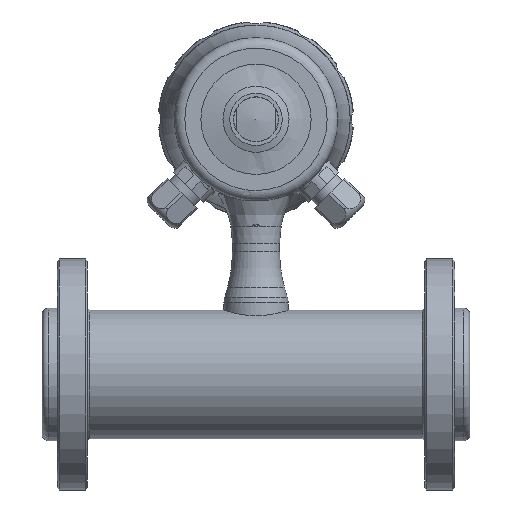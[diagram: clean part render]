
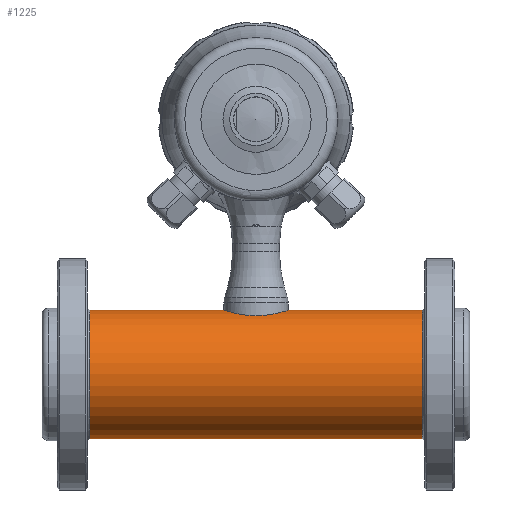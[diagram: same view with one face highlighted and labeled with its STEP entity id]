
A CAD part, left-side view. The second image highlights one B-rep face of the part: STEP entity #1225.
In plain terms, the highlighted cylindrical face has radius 30 mm (diameter 60 mm), a full revolution.
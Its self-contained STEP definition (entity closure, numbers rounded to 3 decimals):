
#1225 = ADVANCED_FACE( '', ( #2693, #2694, #2695 ), #2696, .T. );
#2693 = FACE_BOUND( '', #4871, .T. );
#2694 = FACE_OUTER_BOUND( '', #4872, .T. );
#2695 = FACE_OUTER_BOUND( '', #4873, .T. );
#2696 = CYLINDRICAL_SURFACE( '', #4874, 30. );
#4871 = EDGE_LOOP( '', ( #8836, #8837, #8838, #8839, #8840, #8841 ) );
#4872 = EDGE_LOOP( '', ( #8842 ) );
#4873 = EDGE_LOOP( '', ( #8843 ) );
#4874 = AXIS2_PLACEMENT_3D( '', #8844, #8845, #8846 );
#8836 = ORIENTED_EDGE( '', *, *, #10471, .F. );
#8837 = ORIENTED_EDGE( '', *, *, #10694, .F. );
#8838 = ORIENTED_EDGE( '', *, *, #10932, .F. );
#8839 = ORIENTED_EDGE( '', *, *, #10798, .F. );
#8840 = ORIENTED_EDGE( '', *, *, #11774, .F. );
#8841 = ORIENTED_EDGE( '', *, *, #10933, .F. );
#8842 = ORIENTED_EDGE( '', *, *, #10343, .T. );
#8843 = ORIENTED_EDGE( '', *, *, #10938, .T. );
#8844 = CARTESIAN_POINT( '', ( 0., -15., 0. ) );
#8845 = DIRECTION( '', ( 0., 1., 0. ) );
#8846 = DIRECTION( '', ( 0., 0., 1. ) );
#10343 = EDGE_CURVE( '', #12134, #12134, #12135, .T. );
#10471 = EDGE_CURVE( '', #12364, #12366, #12367, .F. );
#10694 = EDGE_CURVE( '', #12745, #12364, #12747, .T. );
#10798 = EDGE_CURVE( '', #12916, #12919, #12920, .F. );
#10932 = EDGE_CURVE( '', #12919, #12745, #13143, .T. );
#10933 = EDGE_CURVE( '', #12366, #13144, #13145, .T. );
#10938 = EDGE_CURVE( '', #13152, #13152, #13153, .T. );
#11774 = EDGE_CURVE( '', #13144, #12916, #14359, .T. );
#12134 = VERTEX_POINT( '', #14818 );
#12135 = CIRCLE( '', #14819, 30. );
#12364 = VERTEX_POINT( '', #15368 );
#12366 = VERTEX_POINT( '', #15390 );
#12367 = LINE( '', #15391, #15392 );
#12745 = VERTEX_POINT( '', #16276 );
#12747 = LINE( '', #16289, #16290 );
#12916 = VERTEX_POINT( '', #16645 );
#12919 = VERTEX_POINT( '', #16667 );
#12920 = LINE( '', #16668, #16669 );
#13143 = B_SPLINE_CURVE_WITH_KNOTS( '', 3, ( #17409, #17410, #17411, #17412, #17413, #17414, #17415, #17416, #17417, #17418 ), .UNSPECIFIED., .F., .F., ( 4, 1, 1, 1, 1, 1, 1, 4 ), ( 0., 0.125, 0.249, 0.374, 0.498, 0.5, 0.75, 1. ), .UNSPECIFIED. );
#13144 = VERTEX_POINT( '', #17419 );
#13145 = B_SPLINE_CURVE_WITH_KNOTS( '', 3, ( #17420, #17421, #17422, #17423, #17424, #17425, #17426, #17427, #17428, #17429 ), .UNSPECIFIED., .F., .F., ( 4, 1, 1, 1, 1, 1, 1, 4 ), ( 0., 0.143, 0.286, 0.429, 0.571, 0.714, 0.857, 1. ), .UNSPECIFIED. );
#13152 = VERTEX_POINT( '', #17468 );
#13153 = CIRCLE( '', #17469, 30. );
#14359 = LINE( '', #20741, #20742 );
#14818 = CARTESIAN_POINT( '', ( 0., -77.8, -30. ) );
#14819 = AXIS2_PLACEMENT_3D( '', #21572, #21573, #21574 );
#15368 = CARTESIAN_POINT( '', ( 1.225, 9.421, 29.975 ) );
#15390 = CARTESIAN_POINT( '', ( 1.225, 14.95, 29.975 ) );
#15391 = CARTESIAN_POINT( '', ( 1.225, 0.036, 29.975 ) );
#15392 = VECTOR( '', #21761, 1000. );
#16276 = CARTESIAN_POINT( '', ( 1.224, -14.95, 29.975 ) );
#16289 = CARTESIAN_POINT( '', ( 1.224, -15., 29.975 ) );
#16290 = VECTOR( '', #21989, 1000. );
#16645 = CARTESIAN_POINT( '', ( -1.225, 9.421, 29.975 ) );
#16667 = CARTESIAN_POINT( '', ( -1.224, -14.95, 29.975 ) );
#16668 = CARTESIAN_POINT( '', ( -1.224, -15., 29.975 ) );
#16669 = VECTOR( '', #22098, 1000. );
#17409 = CARTESIAN_POINT( '', ( -1.224, -14.95, 29.975 ) );
#17410 = CARTESIAN_POINT( '', ( -1.123, -14.958, 29.979 ) );
#17411 = CARTESIAN_POINT( '', ( -0.92, -14.973, 29.987 ) );
#17412 = CARTESIAN_POINT( '', ( -0.614, -14.988, 29.994 ) );
#17413 = CARTESIAN_POINT( '', ( -0.309, -14.998, 29.999 ) );
#17414 = CARTESIAN_POINT( '', ( -0.104, -15., 30. ) );
#17415 = CARTESIAN_POINT( '', ( 0.203, -15., 30. ) );
#17416 = CARTESIAN_POINT( '', ( 0.613, -14.993, 29.996 ) );
#17417 = CARTESIAN_POINT( '', ( 1.02, -14.964, 29.982 ) );
#17418 = CARTESIAN_POINT( '', ( 1.224, -14.95, 29.975 ) );
#17419 = CARTESIAN_POINT( '', ( -1.225, 14.95, 29.975 ) );
#17420 = CARTESIAN_POINT( '', ( 1.225, 14.95, 29.975 ) );
#17421 = CARTESIAN_POINT( '', ( 1.108, 14.959, 29.979 ) );
#17422 = CARTESIAN_POINT( '', ( 0.875, 14.976, 29.988 ) );
#17423 = CARTESIAN_POINT( '', ( 0.525, 14.992, 29.996 ) );
#17424 = CARTESIAN_POINT( '', ( 0.175, 15., 30. ) );
#17425 = CARTESIAN_POINT( '', ( -0.175, 15., 30. ) );
#17426 = CARTESIAN_POINT( '', ( -0.525, 14.992, 29.996 ) );
#17427 = CARTESIAN_POINT( '', ( -0.875, 14.976, 29.988 ) );
#17428 = CARTESIAN_POINT( '', ( -1.108, 14.959, 29.979 ) );
#17429 = CARTESIAN_POINT( '', ( -1.225, 14.95, 29.975 ) );
#17468 = CARTESIAN_POINT( '', ( 0., 77.8, 30. ) );
#17469 = AXIS2_PLACEMENT_3D( '', #22247, #22248, #22249 );
#20741 = CARTESIAN_POINT( '', ( -1.225, 0.036, 29.975 ) );
#20742 = VECTOR( '', #23138, 1000. );
#21572 = CARTESIAN_POINT( '', ( 0., -77.8, 0. ) );
#21573 = DIRECTION( '', ( 0., 1., 0. ) );
#21574 = DIRECTION( '', ( 0., 0., -1. ) );
#21761 = DIRECTION( '', ( 0., -1., 0. ) );
#21989 = DIRECTION( '', ( 0., 1., 0. ) );
#22098 = DIRECTION( '', ( 0., 1., 0. ) );
#22247 = CARTESIAN_POINT( '', ( 0., 77.8, 0. ) );
#22248 = DIRECTION( '', ( 0., -1., 0. ) );
#22249 = DIRECTION( '', ( 0., 0., 1. ) );
#23138 = DIRECTION( '', ( 0., -1., 0. ) );
